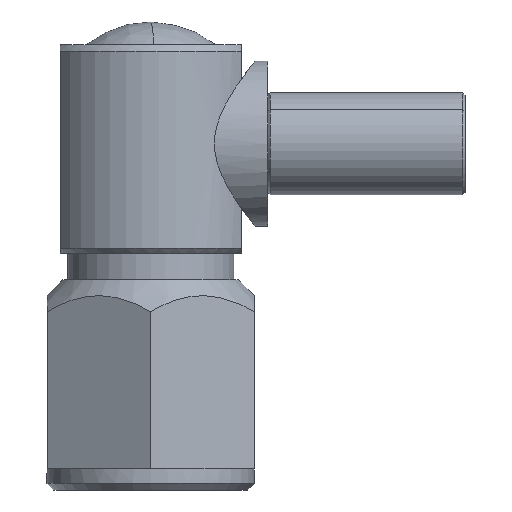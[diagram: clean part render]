
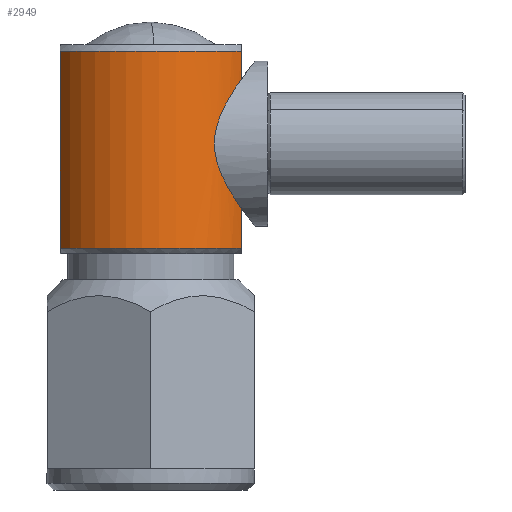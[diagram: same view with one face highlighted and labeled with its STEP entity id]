
A CAD part, front view. The second image highlights one B-rep face of the part: STEP entity #2949.
In plain terms, the highlighted cylindrical face has radius 3.975 mm (diameter 7.95 mm), a partial arc.
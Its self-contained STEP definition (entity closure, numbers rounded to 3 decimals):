
#101 = ORIENTED_EDGE ( 'NONE', *, *, #539, .T. ) ;
#148 = CARTESIAN_POINT ( 'NONE',  ( -3.45, -1.974, 8.7 ) ) ;
#150 = CARTESIAN_POINT ( 'NONE',  ( 0., 0., -10.243 ) ) ;
#172 = DIRECTION ( 'NONE',  ( 0., 0., -1. ) ) ;
#173 = VECTOR ( 'NONE', #2700, 1000. ) ;
#226 = CARTESIAN_POINT ( 'NONE',  ( 2.904, -2.718, 3.575 ) ) ;
#232 = CARTESIAN_POINT ( 'NONE',  ( 2.603, -3.005, 6.157 ) ) ;
#285 = LINE ( 'NONE', #2084, #2664 ) ;
#312 = ORIENTED_EDGE ( 'NONE', *, *, #2123, .T. ) ;
#387 = B_SPLINE_CURVE_WITH_KNOTS ( 'NONE', 3,
 ( #1365, #2747, #1131, #1594, #226, #1834, #448, #2056, #686, #2286, #910, #2526, #1148, #2754, #1374, #2996, #1607, #232, #1842, #463, #2065, #695, #2301, #922 ),
 .UNSPECIFIED., .F., .F.,
 ( 4, 2, 2, 2, 2, 2, 2, 2, 2, 2, 2, 4 ),
 ( 0.002, 0.003, 0.004, 0.004, 0.004, 0.005, 0.005, 0.006, 0.006, 0.007, 0.007, 0.008 ),
 .UNSPECIFIED. ) ;
#434 = EDGE_CURVE ( 'NONE', #970, #1210, #1937, .T. ) ;
#448 = CARTESIAN_POINT ( 'NONE',  ( 2.701, -2.917, 3.987 ) ) ;
#463 = CARTESIAN_POINT ( 'NONE',  ( 2.904, -2.718, 6.791 ) ) ;
#483 = DIRECTION ( 'NONE',  ( 0., 0., 1. ) ) ;
#485 = AXIS2_PLACEMENT_3D ( 'NONE', #2608, #1231, #2837 ) ;
#539 = EDGE_CURVE ( 'NONE', #1516, #2655, #387, .T. ) ;
#601 = ORIENTED_EDGE ( 'NONE', *, *, #434, .T. ) ;
#622 = DIRECTION ( 'NONE',  ( 0., 0., 1. ) ) ;
#646 = VERTEX_POINT ( 'NONE', #2295 ) ;
#686 = CARTESIAN_POINT ( 'NONE',  ( 2.57, -3.033, 4.324 ) ) ;
#687 = EDGE_CURVE ( 'NONE', #646, #1516, #285, .T. ) ;
#695 = CARTESIAN_POINT ( 'NONE',  ( 3.237, -2.315, 7.331 ) ) ;
#910 = CARTESIAN_POINT ( 'NONE',  ( 2.473, -3.112, 4.68 ) ) ;
#922 = CARTESIAN_POINT ( 'NONE',  ( 3.45, -1.974, 7.637 ) ) ;
#970 = VERTEX_POINT ( 'NONE', #148 ) ;
#1062 = VECTOR ( 'NONE', #2093, 1000. ) ;
#1083 = CARTESIAN_POINT ( 'NONE',  ( -3.45, -1.974, -10.243 ) ) ;
#1096 = FACE_OUTER_BOUND ( 'NONE', #1189, .T. ) ;
#1108 = ORIENTED_EDGE ( 'NONE', *, *, #687, .T. ) ;
#1131 = CARTESIAN_POINT ( 'NONE',  ( 3.239, -2.312, 3.031 ) ) ;
#1148 = CARTESIAN_POINT ( 'NONE',  ( 2.425, -3.15, 5.056 ) ) ;
#1164 = CARTESIAN_POINT ( 'NONE',  ( 3.45, -1.974, 8.7 ) ) ;
#1171 = CARTESIAN_POINT ( 'NONE',  ( 3.45, -1.974, -10.243 ) ) ;
#1189 = EDGE_LOOP ( 'NONE', ( #601, #312, #1108, #101, #1642, #2281 ) ) ;
#1210 = VERTEX_POINT ( 'NONE', #2712 ) ;
#1231 = DIRECTION ( 'NONE',  ( 0., 0., 1. ) ) ;
#1358 = VERTEX_POINT ( 'NONE', #1164 ) ;
#1365 = CARTESIAN_POINT ( 'NONE',  ( 3.45, -1.974, 2.728 ) ) ;
#1374 = CARTESIAN_POINT ( 'NONE',  ( 2.434, -3.143, 5.433 ) ) ;
#1407 = EDGE_CURVE ( 'NONE', #2655, #1358, #2986, .T. ) ;
#1516 = VERTEX_POINT ( 'NONE', #2615 ) ;
#1537 = DIRECTION ( 'NONE',  ( 1., 0., 0. ) ) ;
#1550 = CARTESIAN_POINT ( 'NONE',  ( 0., 0., 8.7 ) ) ;
#1594 = CARTESIAN_POINT ( 'NONE',  ( 3.015, -2.596, 3.385 ) ) ;
#1607 = CARTESIAN_POINT ( 'NONE',  ( 2.5, -3.091, 5.804 ) ) ;
#1642 = ORIENTED_EDGE ( 'NONE', *, *, #1407, .T. ) ;
#1780 = DIRECTION ( 'NONE',  ( 1., 0., 0. ) ) ;
#1834 = CARTESIAN_POINT ( 'NONE',  ( 2.75, -2.871, 3.881 ) ) ;
#1842 = CARTESIAN_POINT ( 'NONE',  ( 2.698, -2.923, 6.379 ) ) ;
#1937 = LINE ( 'NONE', #1083, #173 ) ;
#2056 = CARTESIAN_POINT ( 'NONE',  ( 2.611, -2.998, 4.208 ) ) ;
#2065 = CARTESIAN_POINT ( 'NONE',  ( 3.015, -2.597, 6.98 ) ) ;
#2084 = CARTESIAN_POINT ( 'NONE',  ( 3.45, -1.974, -10.243 ) ) ;
#2093 = DIRECTION ( 'NONE',  ( 0., 0., 1. ) ) ;
#2103 = CYLINDRICAL_SURFACE ( 'NONE', #2636, 3.975 ) ;
#2123 = EDGE_CURVE ( 'NONE', #1210, #646, #2586, .T. ) ;
#2281 = ORIENTED_EDGE ( 'NONE', *, *, #2959, .T. ) ;
#2286 = CARTESIAN_POINT ( 'NONE',  ( 2.501, -3.09, 4.56 ) ) ;
#2295 = CARTESIAN_POINT ( 'NONE',  ( 3.45, -1.974, 1.2 ) ) ;
#2301 = CARTESIAN_POINT ( 'NONE',  ( 3.348, -2.152, 7.494 ) ) ;
#2337 = CARTESIAN_POINT ( 'NONE',  ( 3.45, -1.974, 7.637 ) ) ;
#2468 = AXIS2_PLACEMENT_3D ( 'NONE', #1550, #172, #1780 ) ;
#2526 = CARTESIAN_POINT ( 'NONE',  ( 2.435, -3.142, 4.929 ) ) ;
#2586 = CIRCLE ( 'NONE', #485, 3.975 ) ;
#2608 = CARTESIAN_POINT ( 'NONE',  ( 0., 0., 1.2 ) ) ;
#2615 = CARTESIAN_POINT ( 'NONE',  ( 3.45, -1.974, 2.728 ) ) ;
#2636 = AXIS2_PLACEMENT_3D ( 'NONE', #150, #622, #1537 ) ;
#2655 = VERTEX_POINT ( 'NONE', #2337 ) ;
#2664 = VECTOR ( 'NONE', #483, 1000. ) ;
#2700 = DIRECTION ( 'NONE',  ( 0., 0., -1. ) ) ;
#2712 = CARTESIAN_POINT ( 'NONE',  ( -3.45, -1.974, 1.2 ) ) ;
#2719 = CIRCLE ( 'NONE', #2468, 3.975 ) ;
#2747 = CARTESIAN_POINT ( 'NONE',  ( 3.348, -2.153, 2.872 ) ) ;
#2754 = CARTESIAN_POINT ( 'NONE',  ( 2.424, -3.15, 5.308 ) ) ;
#2837 = DIRECTION ( 'NONE',  ( 1., 0., 0. ) ) ;
#2949 = ADVANCED_FACE ( 'NONE', ( #1096 ), #2103, .T. ) ;
#2959 = EDGE_CURVE ( 'NONE', #1358, #970, #2719, .T. ) ;
#2986 = LINE ( 'NONE', #1171, #1062 ) ;
#2996 = CARTESIAN_POINT ( 'NONE',  ( 2.472, -3.113, 5.681 ) ) ;
